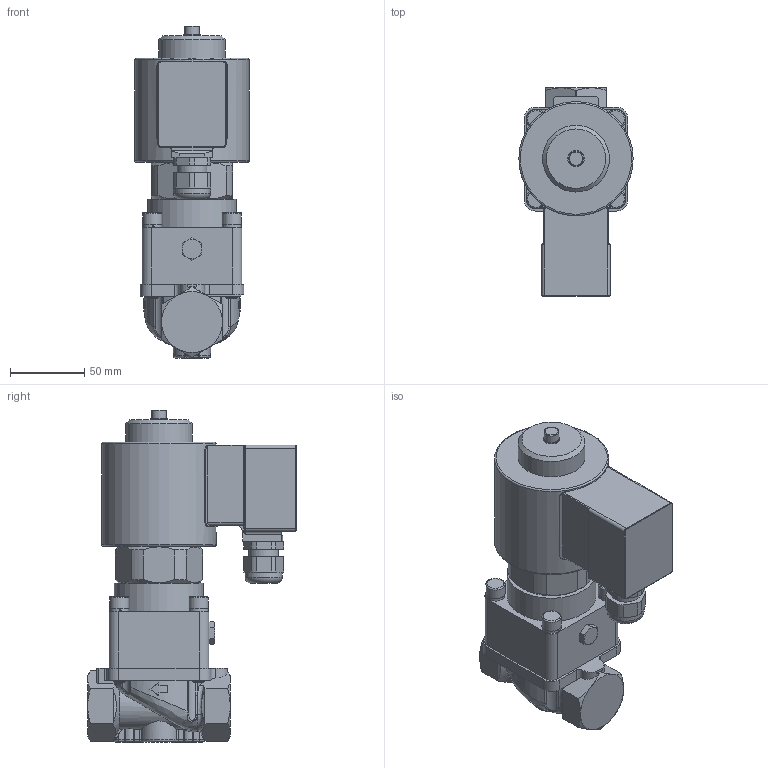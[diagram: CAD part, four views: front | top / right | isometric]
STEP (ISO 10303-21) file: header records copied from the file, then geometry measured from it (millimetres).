
FILE_DESCRIPTION(/* description */ ('3D Modell'),/* implementation_level */ '2;1');
FILE_NAME(/* name */ '049.003042_2-738-24-1004-S242.stp',/* time_stamp */ '2018-02-13T09:37:22+01:00',/* author */ ('EFast'),/* organization */ (''),/* preprocessor_version */ 'ST-DEVELOPER v16.1',/* originating_system */ 'Autodesk Inventor 2016',/* authorisation */ '');
FILE_SCHEMA (('AUTOMOTIVE_DESIGN { 1 0 10303 214 3 1 1 }'));
Length unit declared in the file: millimetre
Products named in the file (1): 88-003817
Bounding box: 77 x 140.5 x 223.6 mm (x, y, z)
Volume: 992036.5 mm3; surface area: 83944.1 mm2
Topology: 1 solids, 1 shells, 415 faces, 1061 edges, 671 vertices
Faces by surface type: cylinder 159, plane 141, cone 49, torus 40, bspline 26
Full cylindrical faces by diameter (mm): 8 x8, 10 x1, 11 x1, 13 x4, 20 x1, 25 x1, 45 x1, 60 x1, 77 x1
Entity records: 13777 total; most frequent: CARTESIAN_POINT 4220, ORIENTED_EDGE 2020, DIRECTION 1959, EDGE_CURVE 1010, AXIS2_PLACEMENT_3D 791, VERTEX_POINT 660, EDGE_LOOP 486, FACE_OUTER_BOUND 415
